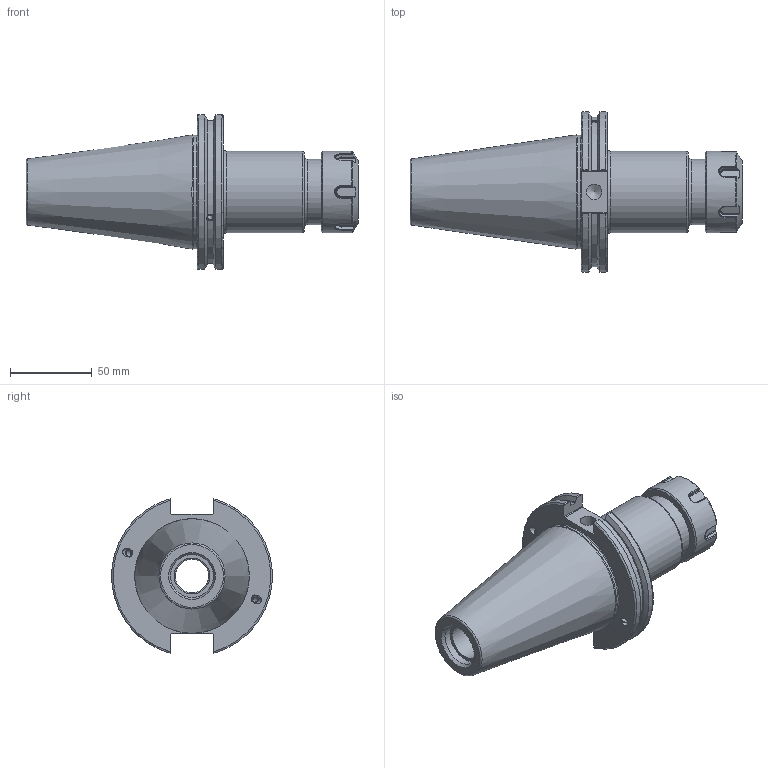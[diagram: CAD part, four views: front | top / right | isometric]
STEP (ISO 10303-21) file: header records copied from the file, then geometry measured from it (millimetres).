
FILE_DESCRIPTION(/* description */ (''),/* implementation_level */ '2;1');
FILE_NAME(/* name */ 'BL034B.stp',/* time_stamp */ '2023-11-22T11:50:31+09:00',/* author */ ('YSH'),/* organization */ (''),/* preprocessor_version */ 'ST-DEVELOPER v20',/* originating_system */ 'Autodesk Inventor 2024',/* authorisation */ '');
FILE_SCHEMA (('AUTOMOTIVE_DESIGN { 1 0 10303 214 3 1 1 }'));
Length unit declared in the file: millimetre
Products named in the file (3): LO-CAT50ADB-ER32-4.00; LO-CAT50ADB-ER32-4.00_1; ER32NUT
Assembly tree (2 placements, depth 2):
  LO-CAT50ADB-ER32-4.00
    LO-CAT50ADB-ER32-4.00_1
    ER32NUT
Bounding box: 203.2 x 98.06 x 94.69 mm (x, y, z)
Volume: 427961.1 mm3; surface area: 68436.7 mm2
Topology: 2 solids, 2 shells, 170 faces, 438 edges, 282 vertices
Faces by surface type: plane 72, cylinder 45, cone 24, torus 23, bspline 6
Full cylindrical faces by diameter (mm): 1 x1, 3.242 x4, 4.134 x2, 4.2 x2, 5 x2, 9.525 x1, 20.498 x1, 21.971 x1, 23.5 x1, 26.2 x1, 27.1 x1, 31.4 x1, 33.8 x1, 38.6 x1, 40 x1, 40.5 x1, 50 x2, 69.25 x1
Entity records: 6712 total; most frequent: CARTESIAN_POINT 2509, ORIENTED_EDGE 868, DIRECTION 791, EDGE_CURVE 434, AXIS2_PLACEMENT_3D 308, VERTEX_POINT 282, EDGE_LOOP 196, LINE 175
